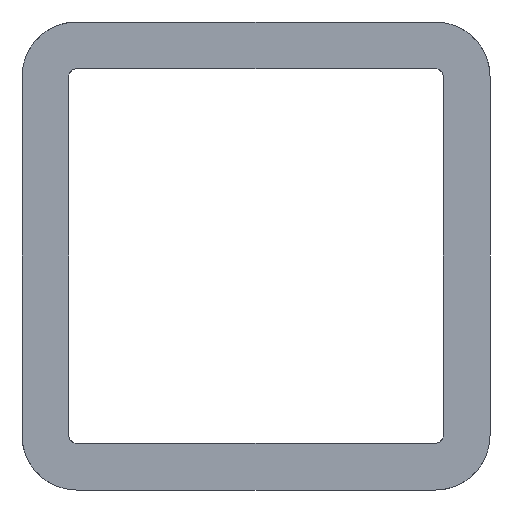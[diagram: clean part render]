
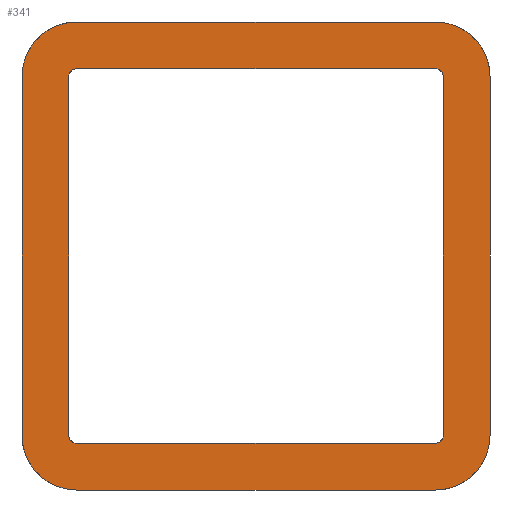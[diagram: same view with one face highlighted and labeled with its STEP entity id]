
A CAD part, front view. The second image highlights one B-rep face of the part: STEP entity #341.
In plain terms, the highlighted planar face has unit normal (0, -1, 0).
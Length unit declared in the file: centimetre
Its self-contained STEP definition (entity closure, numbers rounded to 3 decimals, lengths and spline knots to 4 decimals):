
#18=CIRCLE('',#362,0.35);
#19=CIRCLE('',#365,0.35);
#20=CIRCLE('',#368,0.35);
#21=CIRCLE('',#371,0.35);
#22=CIRCLE('',#374,0.05);
#23=CIRCLE('',#375,0.05);
#24=CIRCLE('',#376,0.05);
#25=CIRCLE('',#377,0.05);
#35=FACE_BOUND('',#65,.T.);
#45=FACE_OUTER_BOUND('',#64,.T.);
#64=EDGE_LOOP('',(#274,#275,#276,#277,#278,#279,#280,#281));
#65=EDGE_LOOP('',(#282,#283,#284,#285,#286,#287,#288,#289));
#84=LINE('',#530,#116);
#87=LINE('',#538,#119);
#90=LINE('',#546,#122);
#93=LINE('',#553,#125);
#94=LINE('',#557,#126);
#95=LINE('',#561,#127);
#96=LINE('',#565,#128);
#97=LINE('',#569,#129);
#116=VECTOR('',#422,2.3);
#119=VECTOR('',#431,2.3);
#122=VECTOR('',#440,2.3);
#125=VECTOR('',#449,2.3);
#126=VECTOR('',#452,2.3);
#127=VECTOR('',#455,2.3);
#128=VECTOR('',#458,2.3);
#129=VECTOR('',#461,2.3);
#162=VERTEX_POINT('',#523);
#163=VERTEX_POINT('',#525);
#164=VERTEX_POINT('',#529);
#165=VERTEX_POINT('',#533);
#166=VERTEX_POINT('',#537);
#167=VERTEX_POINT('',#541);
#168=VERTEX_POINT('',#545);
#169=VERTEX_POINT('',#549);
#170=VERTEX_POINT('',#555);
#171=VERTEX_POINT('',#556);
#172=VERTEX_POINT('',#558);
#173=VERTEX_POINT('',#560);
#174=VERTEX_POINT('',#562);
#175=VERTEX_POINT('',#564);
#176=VERTEX_POINT('',#566);
#177=VERTEX_POINT('',#568);
#195=EDGE_CURVE('',#162,#163,#18,.T.);
#197=EDGE_CURVE('',#163,#164,#84,.T.);
#199=EDGE_CURVE('',#164,#165,#19,.T.);
#201=EDGE_CURVE('',#165,#166,#87,.T.);
#203=EDGE_CURVE('',#166,#167,#20,.T.);
#205=EDGE_CURVE('',#167,#168,#90,.T.);
#207=EDGE_CURVE('',#168,#169,#21,.T.);
#209=EDGE_CURVE('',#169,#162,#93,.T.);
#210=EDGE_CURVE('',#170,#171,#94,.T.);
#211=EDGE_CURVE('',#172,#170,#22,.T.);
#212=EDGE_CURVE('',#173,#172,#95,.T.);
#213=EDGE_CURVE('',#174,#173,#23,.T.);
#214=EDGE_CURVE('',#175,#174,#96,.T.);
#215=EDGE_CURVE('',#176,#175,#24,.T.);
#216=EDGE_CURVE('',#177,#176,#97,.T.);
#217=EDGE_CURVE('',#171,#177,#25,.T.);
#274=ORIENTED_EDGE('',*,*,#195,.F.);
#275=ORIENTED_EDGE('',*,*,#209,.F.);
#276=ORIENTED_EDGE('',*,*,#207,.F.);
#277=ORIENTED_EDGE('',*,*,#205,.F.);
#278=ORIENTED_EDGE('',*,*,#203,.F.);
#279=ORIENTED_EDGE('',*,*,#201,.F.);
#280=ORIENTED_EDGE('',*,*,#199,.F.);
#281=ORIENTED_EDGE('',*,*,#197,.F.);
#282=ORIENTED_EDGE('',*,*,#210,.F.);
#283=ORIENTED_EDGE('',*,*,#211,.F.);
#284=ORIENTED_EDGE('',*,*,#212,.F.);
#285=ORIENTED_EDGE('',*,*,#213,.F.);
#286=ORIENTED_EDGE('',*,*,#214,.F.);
#287=ORIENTED_EDGE('',*,*,#215,.F.);
#288=ORIENTED_EDGE('',*,*,#216,.F.);
#289=ORIENTED_EDGE('',*,*,#217,.F.);
#327=PLANE('',#373);
#341=ADVANCED_FACE('',(#45,#35),#327,.T.);
#362=AXIS2_PLACEMENT_3D('',#526,#417,#418);
#365=AXIS2_PLACEMENT_3D('',#534,#426,#427);
#368=AXIS2_PLACEMENT_3D('',#542,#435,#436);
#371=AXIS2_PLACEMENT_3D('',#550,#444,#445);
#373=AXIS2_PLACEMENT_3D('',#554,#450,#451);
#374=AXIS2_PLACEMENT_3D('',#559,#453,#454);
#375=AXIS2_PLACEMENT_3D('',#563,#456,#457);
#376=AXIS2_PLACEMENT_3D('',#567,#459,#460);
#377=AXIS2_PLACEMENT_3D('',#570,#462,#463);
#417=DIRECTION('center_axis',(0.,1.,0.));
#418=DIRECTION('ref_axis',(-1.,0.,0.));
#422=DIRECTION('',(1.,0.,0.));
#426=DIRECTION('center_axis',(0.,1.,0.));
#427=DIRECTION('ref_axis',(0.,0.,1.));
#431=DIRECTION('',(0.,0.,-1.));
#435=DIRECTION('center_axis',(0.,1.,0.));
#436=DIRECTION('ref_axis',(1.,0.,0.));
#440=DIRECTION('',(-1.,0.,0.));
#444=DIRECTION('center_axis',(0.,1.,0.));
#445=DIRECTION('ref_axis',(0.,0.,-1.));
#449=DIRECTION('',(0.,0.,1.));
#450=DIRECTION('center_axis',(0.,-1.,0.));
#451=DIRECTION('ref_axis',(-1.,0.,0.));
#452=DIRECTION('',(-1.,0.,0.));
#453=DIRECTION('center_axis',(0.,-1.,0.));
#454=DIRECTION('ref_axis',(1.,0.,0.));
#455=DIRECTION('',(0.,0.,1.));
#456=DIRECTION('center_axis',(0.,-1.,0.));
#457=DIRECTION('ref_axis',(0.,0.,-1.));
#458=DIRECTION('',(1.,0.,0.));
#459=DIRECTION('center_axis',(0.,-1.,0.));
#460=DIRECTION('ref_axis',(-1.,0.,0.));
#461=DIRECTION('',(0.,0.,-1.));
#462=DIRECTION('center_axis',(0.,-1.,0.));
#463=DIRECTION('ref_axis',(0.,0.,1.));
#523=CARTESIAN_POINT('',(102.5,3.8,-56.05));
#525=CARTESIAN_POINT('',(102.85,3.8,-55.7));
#526=CARTESIAN_POINT('Origin',(102.85,3.8,-56.05));
#529=CARTESIAN_POINT('',(105.15,3.8,-55.7));
#530=CARTESIAN_POINT('',(102.85,3.8,-55.7));
#533=CARTESIAN_POINT('',(105.5,3.8,-56.05));
#534=CARTESIAN_POINT('Origin',(105.15,3.8,-56.05));
#537=CARTESIAN_POINT('',(105.5,3.8,-58.35));
#538=CARTESIAN_POINT('',(105.5,3.8,-56.05));
#541=CARTESIAN_POINT('',(105.15,3.8,-58.7));
#542=CARTESIAN_POINT('Origin',(105.15,3.8,-58.35));
#545=CARTESIAN_POINT('',(102.85,3.8,-58.7));
#546=CARTESIAN_POINT('',(105.15,3.8,-58.7));
#549=CARTESIAN_POINT('',(102.5,3.8,-58.35));
#550=CARTESIAN_POINT('Origin',(102.85,3.8,-58.35));
#553=CARTESIAN_POINT('',(102.5,3.8,-58.35));
#554=CARTESIAN_POINT('Origin',(127.124,3.8,-64.57));
#555=CARTESIAN_POINT('',(105.15,3.8,-56.));
#556=CARTESIAN_POINT('',(102.85,3.8,-56.));
#557=CARTESIAN_POINT('',(105.15,3.8,-56.));
#558=CARTESIAN_POINT('',(105.2,3.8,-56.05));
#559=CARTESIAN_POINT('Origin',(105.15,3.8,-56.05));
#560=CARTESIAN_POINT('',(105.2,3.8,-58.35));
#561=CARTESIAN_POINT('',(105.2,3.8,-58.35));
#562=CARTESIAN_POINT('',(105.15,3.8,-58.4));
#563=CARTESIAN_POINT('Origin',(105.15,3.8,-58.35));
#564=CARTESIAN_POINT('',(102.85,3.8,-58.4));
#565=CARTESIAN_POINT('',(102.85,3.8,-58.4));
#566=CARTESIAN_POINT('',(102.8,3.8,-58.35));
#567=CARTESIAN_POINT('Origin',(102.85,3.8,-58.35));
#568=CARTESIAN_POINT('',(102.8,3.8,-56.05));
#569=CARTESIAN_POINT('',(102.8,3.8,-56.05));
#570=CARTESIAN_POINT('Origin',(102.85,3.8,-56.05));
